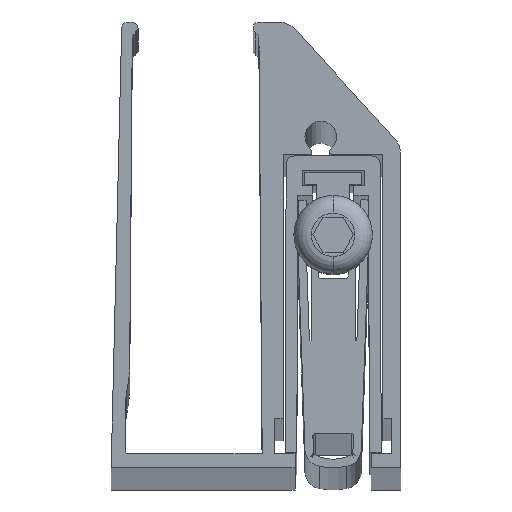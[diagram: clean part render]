
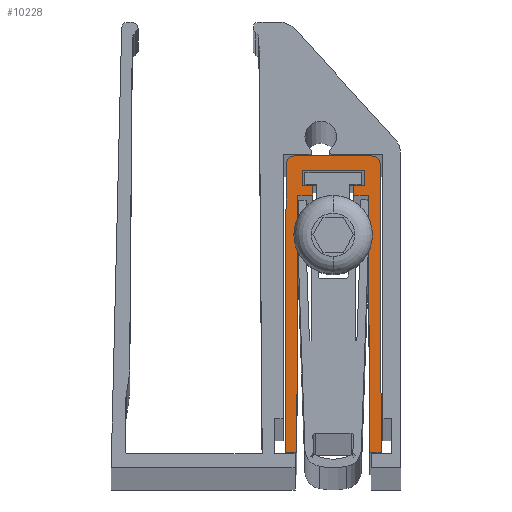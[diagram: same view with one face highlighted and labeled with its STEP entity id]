
A CAD part, top view. The second image highlights one B-rep face of the part: STEP entity #10228.
In plain terms, the highlighted planar face has unit normal (0, 0, 1).
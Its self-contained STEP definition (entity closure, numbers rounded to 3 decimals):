
#327 = CARTESIAN_POINT ( 'NONE',  ( -1.75, -2.55, 1084. ) ) ;
#609 = CARTESIAN_POINT ( 'NONE',  ( 3.1, -25.304, 1084. ) ) ;
#920 = CARTESIAN_POINT ( 'NONE',  ( 4.003, -0.697, 1084. ) ) ;
#969 = DIRECTION ( 'NONE',  ( 1., -0.004, 0. ) ) ;
#1305 = VECTOR ( 'NONE', #30716, 1000. ) ;
#1528 = CARTESIAN_POINT ( 'NONE',  ( -3.303, 0., 1084. ) ) ;
#1654 = CARTESIAN_POINT ( 'NONE',  ( -4.003, -0.697, 1084. ) ) ;
#1785 = DIRECTION ( 'NONE',  ( 0., 0., -1. ) ) ;
#2123 = LINE ( 'NONE', #28898, #17430 ) ;
#2320 = ORIENTED_EDGE ( 'NONE', *, *, #13675, .T. ) ;
#2347 = CARTESIAN_POINT ( 'NONE',  ( -3.303, 0., 1084. ) ) ;
#2624 = DIRECTION ( 'NONE',  ( 0.004, 1., 0. ) ) ;
#2629 = EDGE_CURVE ( 'NONE', #24621, #5506, #33569, .T. ) ;
#2849 = LINE ( 'NONE', #16492, #30963 ) ;
#2924 = VERTEX_POINT ( 'NONE', #13590 ) ;
#2929 = LINE ( 'NONE', #18855, #30427 ) ;
#3193 = LINE ( 'NONE', #920, #8583 ) ;
#3392 = VECTOR ( 'NONE', #20246, 1000. ) ;
#3473 = CARTESIAN_POINT ( 'NONE',  ( 3.013, -3.35, 1084. ) ) ;
#3477 = EDGE_CURVE ( 'NONE', #22336, #33706, #13810, .T. ) ;
#3704 = DIRECTION ( 'NONE',  ( -0.004, 1., 0. ) ) ;
#3887 = PLANE ( 'NONE',  #24228 ) ;
#4964 = CARTESIAN_POINT ( 'NONE',  ( 1.75, -2.55, 1084. ) ) ;
#5057 = CARTESIAN_POINT ( 'NONE',  ( 3.303, -0.7, 1084. ) ) ;
#5506 = VERTEX_POINT ( 'NONE', #29922 ) ;
#5573 = CARTESIAN_POINT ( 'NONE',  ( 1.75, -3.35, 1084. ) ) ;
#5916 = EDGE_CURVE ( 'NONE', #12477, #24621, #32608, .T. ) ;
#6523 = ORIENTED_EDGE ( 'NONE', *, *, #10883, .T. ) ;
#6644 = VERTEX_POINT ( 'NONE', #4964 ) ;
#7449 = LINE ( 'NONE', #26199, #3392 ) ;
#7459 = DIRECTION ( 'NONE',  ( 0., 0., 1. ) ) ;
#7867 = LINE ( 'NONE', #10149, #19247 ) ;
#7897 = ORIENTED_EDGE ( 'NONE', *, *, #12246, .T. ) ;
#7993 = CIRCLE ( 'NONE', #22527, 0.7 ) ;
#8583 = VECTOR ( 'NONE', #3704, 1000. ) ;
#9258 = LINE ( 'NONE', #17470, #27588 ) ;
#9424 = DIRECTION ( 'NONE',  ( -0.004, -1., 0. ) ) ;
#9724 = EDGE_CURVE ( 'NONE', #28624, #24196, #7993, .T. ) ;
#9939 = ORIENTED_EDGE ( 'NONE', *, *, #9724, .T. ) ;
#10034 = EDGE_LOOP ( 'NONE', ( #15003, #16556, #32809, #7897, #30775, #25530, #20053, #17762, #16994, #6523, #21619, #12744, #9939, #28376, #19926, #22371, #2320, #18332 ) ) ;
#10149 = CARTESIAN_POINT ( 'NONE',  ( 4.1, -25.3, 1084. ) ) ;
#10228 = ADVANCED_FACE ( 'NONE', ( #27877 ), #3887, .F. ) ;
#10456 = CARTESIAN_POINT ( 'NONE',  ( 3.303, 0., 1084. ) ) ;
#10668 = DIRECTION ( 'NONE',  ( 0., 0., 1. ) ) ;
#10726 = EDGE_CURVE ( 'NONE', #18021, #6644, #19353, .T. ) ;
#10883 = EDGE_CURVE ( 'NONE', #18343, #30841, #3193, .T. ) ;
#11723 = EDGE_CURVE ( 'NONE', #24196, #15882, #9258, .T. ) ;
#11780 = VERTEX_POINT ( 'NONE', #20465 ) ;
#12246 = EDGE_CURVE ( 'NONE', #18942, #18021, #2849, .T. ) ;
#12477 = VERTEX_POINT ( 'NONE', #28548 ) ;
#12744 = ORIENTED_EDGE ( 'NONE', *, *, #29015, .T. ) ;
#12971 = CIRCLE ( 'NONE', #24172, 0.7 ) ;
#13408 = CARTESIAN_POINT ( 'NONE',  ( -4.1, -25.3, 1084. ) ) ;
#13416 = VECTOR ( 'NONE', #22535, 1000. ) ;
#13590 = CARTESIAN_POINT ( 'NONE',  ( -3.1, -25.304, 1084. ) ) ;
#13675 = EDGE_CURVE ( 'NONE', #24851, #12477, #2929, .T. ) ;
#13805 = EDGE_CURVE ( 'NONE', #6644, #27132, #19541, .T. ) ;
#13810 = LINE ( 'NONE', #3473, #13416 ) ;
#15003 = ORIENTED_EDGE ( 'NONE', *, *, #2629, .T. ) ;
#15882 = VERTEX_POINT ( 'NONE', #13408 ) ;
#16242 = LINE ( 'NONE', #21676, #17498 ) ;
#16319 = DIRECTION ( 'NONE',  ( 0., 1., 0. ) ) ;
#16433 = CARTESIAN_POINT ( 'NONE',  ( 3.013, -3.35, 1084. ) ) ;
#16492 = CARTESIAN_POINT ( 'NONE',  ( 2.65, -1.25, 1084. ) ) ;
#16556 = ORIENTED_EDGE ( 'NONE', *, *, #28839, .T. ) ;
#16994 = ORIENTED_EDGE ( 'NONE', *, *, #19019, .T. ) ;
#17430 = VECTOR ( 'NONE', #28545, 1000. ) ;
#17470 = CARTESIAN_POINT ( 'NONE',  ( -4.003, -0.697, 1084. ) ) ;
#17498 = VECTOR ( 'NONE', #2624, 1000. ) ;
#17762 = ORIENTED_EDGE ( 'NONE', *, *, #3477, .T. ) ;
#18008 = CARTESIAN_POINT ( 'NONE',  ( 4.003, -0.697, 1084. ) ) ;
#18021 = VERTEX_POINT ( 'NONE', #19016 ) ;
#18332 = ORIENTED_EDGE ( 'NONE', *, *, #5916, .T. ) ;
#18343 = VERTEX_POINT ( 'NONE', #18968 ) ;
#18588 = VECTOR ( 'NONE', #32389, 1000. ) ;
#18855 = CARTESIAN_POINT ( 'NONE',  ( -3.013, -3.35, 1084. ) ) ;
#18942 = VERTEX_POINT ( 'NONE', #23109 ) ;
#18968 = CARTESIAN_POINT ( 'NONE',  ( 4.1, -25.3, 1084. ) ) ;
#19016 = CARTESIAN_POINT ( 'NONE',  ( 2.65, -2.55, 1084. ) ) ;
#19019 = EDGE_CURVE ( 'NONE', #33706, #18343, #7867, .T. ) ;
#19158 = CARTESIAN_POINT ( 'NONE',  ( -4.1, -25.3, 1084. ) ) ;
#19247 = VECTOR ( 'NONE', #23633, 1000. ) ;
#19353 = LINE ( 'NONE', #30026, #1305 ) ;
#19506 = LINE ( 'NONE', #19158, #27509 ) ;
#19541 = LINE ( 'NONE', #20232, #29886 ) ;
#19926 = ORIENTED_EDGE ( 'NONE', *, *, #24128, .T. ) ;
#20053 = ORIENTED_EDGE ( 'NONE', *, *, #28030, .T. ) ;
#20232 = CARTESIAN_POINT ( 'NONE',  ( 1.75, -2.55, 1084. ) ) ;
#20246 = DIRECTION ( 'NONE',  ( 1., 0., 0. ) ) ;
#20465 = CARTESIAN_POINT ( 'NONE',  ( -2.65, -1.25, 1084. ) ) ;
#21619 = ORIENTED_EDGE ( 'NONE', *, *, #27089, .T. ) ;
#21676 = CARTESIAN_POINT ( 'NONE',  ( -3.013, -3.35, 1084. ) ) ;
#22336 = VERTEX_POINT ( 'NONE', #16433 ) ;
#22371 = ORIENTED_EDGE ( 'NONE', *, *, #30982, .T. ) ;
#22527 = AXIS2_PLACEMENT_3D ( 'NONE', #31800, #7459, #29170 ) ;
#22535 = DIRECTION ( 'NONE',  ( 0.004, -1., 0. ) ) ;
#23109 = CARTESIAN_POINT ( 'NONE',  ( 2.65, -1.25, 1084. ) ) ;
#23633 = DIRECTION ( 'NONE',  ( 1., 0.004, 0. ) ) ;
#23923 = EDGE_CURVE ( 'NONE', #11780, #18942, #7449, .T. ) ;
#24050 = CARTESIAN_POINT ( 'NONE',  ( -1.75, -2.55, 1084. ) ) ;
#24128 = EDGE_CURVE ( 'NONE', #15882, #2924, #19506, .T. ) ;
#24172 = AXIS2_PLACEMENT_3D ( 'NONE', #5057, #10668, #24334 ) ;
#24196 = VERTEX_POINT ( 'NONE', #1654 ) ;
#24228 = AXIS2_PLACEMENT_3D ( 'NONE', #27708, #1785, #28397 ) ;
#24334 = DIRECTION ( 'NONE',  ( 1., 0., 0. ) ) ;
#24621 = VERTEX_POINT ( 'NONE', #327 ) ;
#24851 = VERTEX_POINT ( 'NONE', #27751 ) ;
#25530 = ORIENTED_EDGE ( 'NONE', *, *, #13805, .T. ) ;
#25635 = CARTESIAN_POINT ( 'NONE',  ( -2.65, -1.25, 1084. ) ) ;
#25875 = VECTOR ( 'NONE', #28139, 1000. ) ;
#25986 = DIRECTION ( 'NONE',  ( 0., 1., 0. ) ) ;
#26199 = CARTESIAN_POINT ( 'NONE',  ( -2.65, -1.25, 1084. ) ) ;
#27089 = EDGE_CURVE ( 'NONE', #30841, #32244, #12971, .T. ) ;
#27096 = DIRECTION ( 'NONE',  ( 1., 0., 0. ) ) ;
#27132 = VERTEX_POINT ( 'NONE', #5573 ) ;
#27187 = DIRECTION ( 'NONE',  ( 0., -1., 0. ) ) ;
#27509 = VECTOR ( 'NONE', #969, 1000. ) ;
#27588 = VECTOR ( 'NONE', #9424, 1000. ) ;
#27708 = CARTESIAN_POINT ( 'NONE',  ( -3.303, -0.7, 1084. ) ) ;
#27751 = CARTESIAN_POINT ( 'NONE',  ( -3.013, -3.35, 1084. ) ) ;
#27877 = FACE_OUTER_BOUND ( 'NONE', #10034, .T. ) ;
#28030 = EDGE_CURVE ( 'NONE', #27132, #22336, #2123, .T. ) ;
#28139 = DIRECTION ( 'NONE',  ( -1., 0., 0. ) ) ;
#28376 = ORIENTED_EDGE ( 'NONE', *, *, #11723, .T. ) ;
#28397 = DIRECTION ( 'NONE',  ( -1., 0., 0. ) ) ;
#28427 = LINE ( 'NONE', #25635, #33691 ) ;
#28545 = DIRECTION ( 'NONE',  ( 1., 0., 0. ) ) ;
#28548 = CARTESIAN_POINT ( 'NONE',  ( -1.75, -3.35, 1084. ) ) ;
#28624 = VERTEX_POINT ( 'NONE', #1528 ) ;
#28839 = EDGE_CURVE ( 'NONE', #5506, #11780, #28427, .T. ) ;
#28898 = CARTESIAN_POINT ( 'NONE',  ( 3.013, -3.35, 1084. ) ) ;
#29015 = EDGE_CURVE ( 'NONE', #32244, #28624, #31751, .T. ) ;
#29170 = DIRECTION ( 'NONE',  ( -1., 0., 0. ) ) ;
#29634 = VECTOR ( 'NONE', #16319, 1000. ) ;
#29886 = VECTOR ( 'NONE', #30210, 1000. ) ;
#29922 = CARTESIAN_POINT ( 'NONE',  ( -2.65, -2.55, 1084. ) ) ;
#30026 = CARTESIAN_POINT ( 'NONE',  ( 2.65, -2.55, 1084. ) ) ;
#30210 = DIRECTION ( 'NONE',  ( 0., -1., 0. ) ) ;
#30427 = VECTOR ( 'NONE', #27096, 1000. ) ;
#30716 = DIRECTION ( 'NONE',  ( -1., 0., 0. ) ) ;
#30775 = ORIENTED_EDGE ( 'NONE', *, *, #10726, .T. ) ;
#30841 = VERTEX_POINT ( 'NONE', #18008 ) ;
#30963 = VECTOR ( 'NONE', #27187, 1000. ) ;
#30982 = EDGE_CURVE ( 'NONE', #2924, #24851, #16242, .T. ) ;
#31751 = LINE ( 'NONE', #2347, #18588 ) ;
#31800 = CARTESIAN_POINT ( 'NONE',  ( -3.303, -0.7, 1084. ) ) ;
#32244 = VERTEX_POINT ( 'NONE', #10456 ) ;
#32389 = DIRECTION ( 'NONE',  ( -1., 0., 0. ) ) ;
#32608 = LINE ( 'NONE', #24050, #29634 ) ;
#32809 = ORIENTED_EDGE ( 'NONE', *, *, #23923, .T. ) ;
#33225 = CARTESIAN_POINT ( 'NONE',  ( -2.65, -2.55, 1084. ) ) ;
#33569 = LINE ( 'NONE', #33225, #25875 ) ;
#33691 = VECTOR ( 'NONE', #25986, 1000. ) ;
#33706 = VERTEX_POINT ( 'NONE', #609 ) ;
